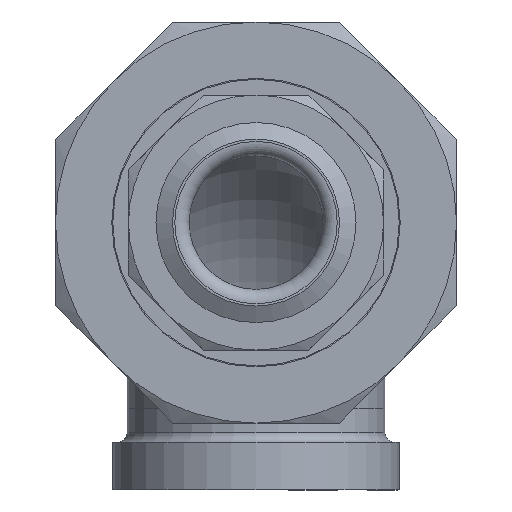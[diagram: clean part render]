
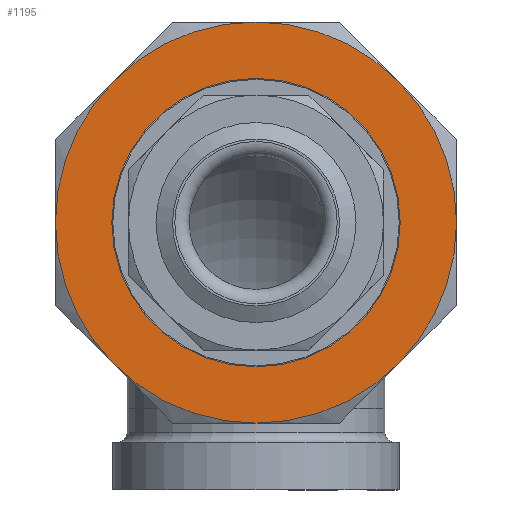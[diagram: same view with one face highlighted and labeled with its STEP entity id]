
A CAD part, left-side view. The second image highlights one B-rep face of the part: STEP entity #1195.
In plain terms, the highlighted planar face has unit normal (-1, 0, 0).
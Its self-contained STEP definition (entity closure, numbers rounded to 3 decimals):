
#124=FACE_BOUND('',#383,.T.);
#145=PLANE('',#1387);
#299=FACE_OUTER_BOUND('',#382,.T.);
#382=EDGE_LOOP('',(#934,#935,#936,#937,#938,#939,#940,#941));
#383=EDGE_LOOP('',(#942));
#448=CIRCLE('',#1338,15.1);
#450=CIRCLE('',#1342,21.);
#451=CIRCLE('',#1344,21.);
#452=CIRCLE('',#1346,21.);
#453=CIRCLE('',#1348,21.);
#454=CIRCLE('',#1350,21.);
#455=CIRCLE('',#1352,21.);
#456=CIRCLE('',#1354,21.);
#457=CIRCLE('',#1356,21.);
#526=VERTEX_POINT('',#1885);
#529=VERTEX_POINT('',#1893);
#530=VERTEX_POINT('',#1897);
#532=VERTEX_POINT('',#1904);
#534=VERTEX_POINT('',#1914);
#536=VERTEX_POINT('',#1927);
#538=VERTEX_POINT('',#1937);
#540=VERTEX_POINT('',#1947);
#542=VERTEX_POINT('',#1957);
#636=EDGE_CURVE('',#526,#526,#448,.T.);
#640=EDGE_CURVE('',#529,#530,#450,.T.);
#643=EDGE_CURVE('',#532,#529,#451,.T.);
#646=EDGE_CURVE('',#534,#532,#452,.T.);
#648=EDGE_CURVE('',#536,#534,#453,.T.);
#651=EDGE_CURVE('',#538,#536,#454,.T.);
#654=EDGE_CURVE('',#540,#538,#455,.T.);
#657=EDGE_CURVE('',#542,#540,#456,.T.);
#660=EDGE_CURVE('',#530,#542,#457,.T.);
#934=ORIENTED_EDGE('',*,*,#660,.T.);
#935=ORIENTED_EDGE('',*,*,#657,.T.);
#936=ORIENTED_EDGE('',*,*,#654,.T.);
#937=ORIENTED_EDGE('',*,*,#651,.T.);
#938=ORIENTED_EDGE('',*,*,#648,.T.);
#939=ORIENTED_EDGE('',*,*,#646,.T.);
#940=ORIENTED_EDGE('',*,*,#643,.T.);
#941=ORIENTED_EDGE('',*,*,#640,.T.);
#942=ORIENTED_EDGE('',*,*,#636,.T.);
#1195=ADVANCED_FACE('',(#299,#124),#145,.T.);
#1338=AXIS2_PLACEMENT_3D('',#1887,#1513,#1514);
#1342=AXIS2_PLACEMENT_3D('',#1901,#1521,#1522);
#1344=AXIS2_PLACEMENT_3D('',#1911,#1525,#1526);
#1346=AXIS2_PLACEMENT_3D('',#1921,#1529,#1530);
#1348=AXIS2_PLACEMENT_3D('',#1928,#1533,#1534);
#1350=AXIS2_PLACEMENT_3D('',#1938,#1537,#1538);
#1352=AXIS2_PLACEMENT_3D('',#1948,#1541,#1542);
#1354=AXIS2_PLACEMENT_3D('',#1958,#1545,#1546);
#1356=AXIS2_PLACEMENT_3D('',#1967,#1549,#1550);
#1387=AXIS2_PLACEMENT_3D('',#2078,#1621,#1622);
#1513=DIRECTION('center_axis',(1.,0.,0.));
#1514=DIRECTION('ref_axis',(0.,0.,-1.));
#1521=DIRECTION('center_axis',(-1.,0.,0.));
#1522=DIRECTION('ref_axis',(0.,1.,0.));
#1525=DIRECTION('center_axis',(-1.,0.,0.));
#1526=DIRECTION('ref_axis',(0.,1.,0.));
#1529=DIRECTION('center_axis',(-1.,0.,0.));
#1530=DIRECTION('ref_axis',(0.,1.,0.));
#1533=DIRECTION('center_axis',(-1.,0.,0.));
#1534=DIRECTION('ref_axis',(0.,1.,0.));
#1537=DIRECTION('center_axis',(-1.,0.,0.));
#1538=DIRECTION('ref_axis',(0.,1.,0.));
#1541=DIRECTION('center_axis',(-1.,0.,0.));
#1542=DIRECTION('ref_axis',(0.,1.,0.));
#1545=DIRECTION('center_axis',(-1.,0.,0.));
#1546=DIRECTION('ref_axis',(0.,1.,0.));
#1549=DIRECTION('center_axis',(-1.,0.,0.));
#1550=DIRECTION('ref_axis',(0.,1.,0.));
#1621=DIRECTION('center_axis',(-1.,0.,0.));
#1622=DIRECTION('ref_axis',(0.,0.,1.));
#1885=CARTESIAN_POINT('',(-17.,0.,15.1));
#1887=CARTESIAN_POINT('Origin',(-17.,0.,0.));
#1893=CARTESIAN_POINT('',(-17.,0.,21.));
#1897=CARTESIAN_POINT('',(-17.,14.849,14.849));
#1901=CARTESIAN_POINT('Origin',(-17.,0.,0.));
#1904=CARTESIAN_POINT('',(-17.,-14.849,14.849));
#1911=CARTESIAN_POINT('Origin',(-17.,0.,0.));
#1914=CARTESIAN_POINT('',(-17.,-21.,0.));
#1921=CARTESIAN_POINT('Origin',(-17.,0.,0.));
#1927=CARTESIAN_POINT('',(-17.,-14.849,-14.849));
#1928=CARTESIAN_POINT('Origin',(-17.,0.,0.));
#1937=CARTESIAN_POINT('',(-17.,0.,-21.));
#1938=CARTESIAN_POINT('Origin',(-17.,0.,0.));
#1947=CARTESIAN_POINT('',(-17.,14.849,-14.849));
#1948=CARTESIAN_POINT('Origin',(-17.,0.,0.));
#1957=CARTESIAN_POINT('',(-17.,21.,0.));
#1958=CARTESIAN_POINT('Origin',(-17.,0.,0.));
#1967=CARTESIAN_POINT('Origin',(-17.,0.,0.));
#2078=CARTESIAN_POINT('Origin',(-17.,0.,0.));
